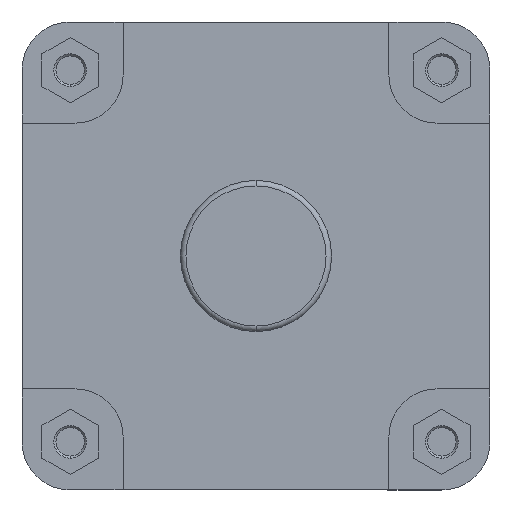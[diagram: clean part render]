
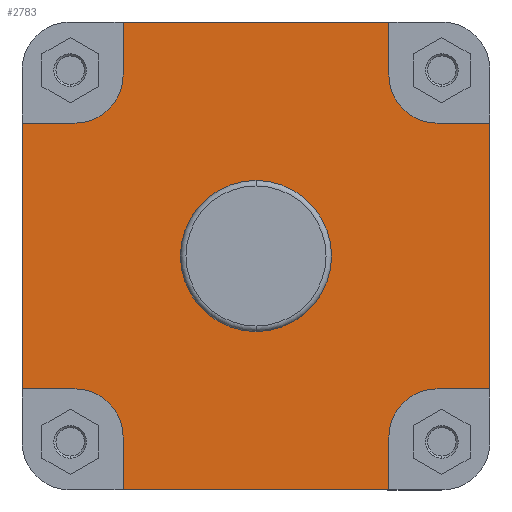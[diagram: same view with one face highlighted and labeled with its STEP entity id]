
A CAD part, left-side view. The second image highlights one B-rep face of the part: STEP entity #2783.
In plain terms, the highlighted planar face has unit normal (-1, 0, 0).
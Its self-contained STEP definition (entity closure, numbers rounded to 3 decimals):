
#28 = EDGE_LOOP ( 'NONE', ( #268, #269 ) ) ;
#74 = EDGE_LOOP ( 'NONE', ( #270, #271, #272, #273, #274, #275, #276, #277, #278, #279, #280, #281, #282, #283, #284, #285 ) ) ;
#268 = ORIENTED_EDGE ( 'NONE', *, *, #6338, .F. ) ;
#269 = ORIENTED_EDGE ( 'NONE', *, *, #1340, .F. ) ;
#270 = ORIENTED_EDGE ( 'NONE', *, *, #1359, .T. ) ;
#271 = ORIENTED_EDGE ( 'NONE', *, *, #1360, .F. ) ;
#272 = ORIENTED_EDGE ( 'NONE', *, *, #1357, .F. ) ;
#273 = ORIENTED_EDGE ( 'NONE', *, *, #1358, .F. ) ;
#274 = ORIENTED_EDGE ( 'NONE', *, *, #1361, .T. ) ;
#275 = ORIENTED_EDGE ( 'NONE', *, *, #1362, .F. ) ;
#276 = ORIENTED_EDGE ( 'NONE', *, *, #1363, .F. ) ;
#277 = ORIENTED_EDGE ( 'NONE', *, *, #1364, .F. ) ;
#278 = ORIENTED_EDGE ( 'NONE', *, *, #1365, .F. ) ;
#279 = ORIENTED_EDGE ( 'NONE', *, *, #1366, .F. ) ;
#280 = ORIENTED_EDGE ( 'NONE', *, *, #1368, .F. ) ;
#281 = ORIENTED_EDGE ( 'NONE', *, *, #1369, .F. ) ;
#282 = ORIENTED_EDGE ( 'NONE', *, *, #1370, .F. ) ;
#283 = ORIENTED_EDGE ( 'NONE', *, *, #1371, .F. ) ;
#284 = ORIENTED_EDGE ( 'NONE', *, *, #1373, .F. ) ;
#285 = ORIENTED_EDGE ( 'NONE', *, *, #1374, .F. ) ;
#659 = CIRCLE ( 'NONE', #1511, 54.9 ) ;
#670 = LINE ( 'NONE', #5124, #684 ) ;
#677 = LINE ( 'NONE', #5204, #683 ) ;
#678 = VECTOR ( 'NONE', #5142, 1000. ) ;
#679 = LINE ( 'NONE', #5123, #685 ) ;
#681 = LINE ( 'NONE', #5555, #678 ) ;
#682 = CIRCLE ( 'NONE', #1524, 35. ) ;
#683 = VECTOR ( 'NONE', #5128, 1000. ) ;
#684 = VECTOR ( 'NONE', #5086, 1000. ) ;
#685 = VECTOR ( 'NONE', #5129, 1000. ) ;
#686 = VECTOR ( 'NONE', #5130, 1000. ) ;
#687 = LINE ( 'NONE', #5118, #688 ) ;
#688 = VECTOR ( 'NONE', #5110, 1000. ) ;
#689 = LINE ( 'NONE', #5134, #692 ) ;
#690 = LINE ( 'NONE', #5119, #686 ) ;
#691 = CIRCLE ( 'NONE', #1528, 35. ) ;
#692 = VECTOR ( 'NONE', #5087, 1000. ) ;
#693 = LINE ( 'NONE', #5052, #694 ) ;
#694 = VECTOR ( 'NONE', #5053, 1000. ) ;
#695 = LINE ( 'NONE', #5056, #699 ) ;
#696 = VECTOR ( 'NONE', #5055, 1000. ) ;
#697 = LINE ( 'NONE', #5131, #696 ) ;
#698 = CIRCLE ( 'NONE', #1533, 35. ) ;
#699 = VECTOR ( 'NONE', #2263, 1000. ) ;
#701 = LINE ( 'NONE', #2268, #702 ) ;
#702 = VECTOR ( 'NONE', #2267, 1000. ) ;
#704 = VECTOR ( 'NONE', #6155, 1000. ) ;
#705 = LINE ( 'NONE', #2264, #704 ) ;
#706 = CIRCLE ( 'NONE', #1534, 35. ) ;
#1340 = EDGE_CURVE ( 'NONE', #5314, #5313, #659, .T. ) ;
#1357 = EDGE_CURVE ( 'NONE', #5476, #5406, #682, .T. ) ;
#1358 = EDGE_CURVE ( 'NONE', #5470, #5476, #681, .T. ) ;
#1359 = EDGE_CURVE ( 'NONE', #5468, #5405, #677, .T. ) ;
#1360 = EDGE_CURVE ( 'NONE', #5406, #5405, #670, .T. ) ;
#1361 = EDGE_CURVE ( 'NONE', #5470, #5382, #679, .T. ) ;
#1362 = EDGE_CURVE ( 'NONE', #5383, #5382, #687, .T. ) ;
#1363 = EDGE_CURVE ( 'NONE', #5471, #5383, #691, .T. ) ;
#1364 = EDGE_CURVE ( 'NONE', #5384, #5471, #690, .T. ) ;
#1365 = EDGE_CURVE ( 'NONE', #5385, #5384, #689, .T. ) ;
#1366 = EDGE_CURVE ( 'NONE', #5472, #5385, #693, .T. ) ;
#1368 = EDGE_CURVE ( 'NONE', #5386, #5472, #698, .T. ) ;
#1369 = EDGE_CURVE ( 'NONE', #5387, #5386, #697, .T. ) ;
#1370 = EDGE_CURVE ( 'NONE', #5473, #5387, #695, .T. ) ;
#1371 = EDGE_CURVE ( 'NONE', #5388, #5473, #701, .T. ) ;
#1373 = EDGE_CURVE ( 'NONE', #5389, #5388, #706, .T. ) ;
#1374 = EDGE_CURVE ( 'NONE', #5468, #5389, #705, .T. ) ;
#1511 = AXIS2_PLACEMENT_3D ( 'NONE', #5176, #5164, #5199 ) ;
#1524 = AXIS2_PLACEMENT_3D ( 'NONE', #5551, #5218, #5256 ) ;
#1528 = AXIS2_PLACEMENT_3D ( 'NONE', #5112, #5133, #5135 ) ;
#1533 = AXIS2_PLACEMENT_3D ( 'NONE', #5102, #5608, #5609 ) ;
#1534 = AXIS2_PLACEMENT_3D ( 'NONE', #2266, #2265, #2262 ) ;
#1892 = AXIS2_PLACEMENT_3D ( 'NONE', #3916, #3928, #3929 ) ;
#2068 = AXIS2_PLACEMENT_3D ( 'NONE', #7246, #7257, #7258 ) ;
#2262 = DIRECTION ( 'NONE',  ( 0., 0., -1. ) ) ;
#2263 = DIRECTION ( 'NONE',  ( 0., 0., 1. ) ) ;
#2264 = CARTESIAN_POINT ( 'NONE',  ( 82., 96.5, -170. ) ) ;
#2265 = DIRECTION ( 'NONE',  ( -1., 0., 0. ) ) ;
#2266 = CARTESIAN_POINT ( 'NONE',  ( 82., 131.5, -131.5 ) ) ;
#2267 = DIRECTION ( 'NONE',  ( 0., 1., 0. ) ) ;
#2268 = CARTESIAN_POINT ( 'NONE',  ( 82., 131.5, -96.5 ) ) ;
#2783 = ADVANCED_FACE ( 'NONE', ( #4556, #4549 ), #3927, .F. ) ;
#3916 = CARTESIAN_POINT ( 'NONE',  ( 82., 54.9, 0. ) ) ;
#3927 = PLANE ( 'NONE',  #1892 ) ;
#3928 = DIRECTION ( 'NONE',  ( 1., 0., 0. ) ) ;
#3929 = DIRECTION ( 'NONE',  ( 0., 0., -1. ) ) ;
#4549 = FACE_OUTER_BOUND ( 'NONE', #74, .T. ) ;
#4556 = FACE_BOUND ( 'NONE', #28, .T. ) ;
#4981 = CIRCLE ( 'NONE', #2068, 54.9 ) ;
#5052 = CARTESIAN_POINT ( 'NONE',  ( 82., 96.5, 131.5 ) ) ;
#5053 = DIRECTION ( 'NONE',  ( 0., 0., 1. ) ) ;
#5055 = DIRECTION ( 'NONE',  ( 0., -1., 0. ) ) ;
#5056 = CARTESIAN_POINT ( 'NONE',  ( 82., 170., 0. ) ) ;
#5086 = DIRECTION ( 'NONE',  ( 0., 0., -1. ) ) ;
#5087 = DIRECTION ( 'NONE',  ( 0., -1., 0. ) ) ;
#5102 = CARTESIAN_POINT ( 'NONE',  ( 82., 131.5, 131.5 ) ) ;
#5110 = DIRECTION ( 'NONE',  ( 0., -1., 0. ) ) ;
#5112 = CARTESIAN_POINT ( 'NONE',  ( 82., -131.5, 131.5 ) ) ;
#5118 = CARTESIAN_POINT ( 'NONE',  ( 82., -131.5, 96.5 ) ) ;
#5119 = CARTESIAN_POINT ( 'NONE',  ( 82., -96.5, 170. ) ) ;
#5123 = CARTESIAN_POINT ( 'NONE',  ( 82., -170., 0. ) ) ;
#5124 = CARTESIAN_POINT ( 'NONE',  ( 82., -96.5, -131.5 ) ) ;
#5128 = DIRECTION ( 'NONE',  ( 0., -1., 0. ) ) ;
#5129 = DIRECTION ( 'NONE',  ( 0., 0., 1. ) ) ;
#5130 = DIRECTION ( 'NONE',  ( 0., 0., -1. ) ) ;
#5131 = CARTESIAN_POINT ( 'NONE',  ( 82., 170., 96.5 ) ) ;
#5133 = DIRECTION ( 'NONE',  ( -1., 0., 0. ) ) ;
#5134 = CARTESIAN_POINT ( 'NONE',  ( 82., -374.141, 170. ) ) ;
#5135 = DIRECTION ( 'NONE',  ( 0., 0., -1. ) ) ;
#5142 = DIRECTION ( 'NONE',  ( 0., 1., 0. ) ) ;
#5164 = DIRECTION ( 'NONE',  ( -1., 0., 0. ) ) ;
#5176 = CARTESIAN_POINT ( 'NONE',  ( 82., 0., 0. ) ) ;
#5199 = DIRECTION ( 'NONE',  ( 0., 0., 1. ) ) ;
#5204 = CARTESIAN_POINT ( 'NONE',  ( 82., -374.141, -170. ) ) ;
#5218 = DIRECTION ( 'NONE',  ( -1., 0., 0. ) ) ;
#5256 = DIRECTION ( 'NONE',  ( 0., 0., -1. ) ) ;
#5313 = VERTEX_POINT ( 'NONE', #7001 ) ;
#5314 = VERTEX_POINT ( 'NONE', #7002 ) ;
#5382 = VERTEX_POINT ( 'NONE', #7065 ) ;
#5383 = VERTEX_POINT ( 'NONE', #7066 ) ;
#5384 = VERTEX_POINT ( 'NONE', #7067 ) ;
#5385 = VERTEX_POINT ( 'NONE', #7068 ) ;
#5386 = VERTEX_POINT ( 'NONE', #7069 ) ;
#5387 = VERTEX_POINT ( 'NONE', #7070 ) ;
#5388 = VERTEX_POINT ( 'NONE', #7071 ) ;
#5389 = VERTEX_POINT ( 'NONE', #7072 ) ;
#5405 = VERTEX_POINT ( 'NONE', #7088 ) ;
#5406 = VERTEX_POINT ( 'NONE', #7089 ) ;
#5468 = VERTEX_POINT ( 'NONE', #7148 ) ;
#5470 = VERTEX_POINT ( 'NONE', #7150 ) ;
#5471 = VERTEX_POINT ( 'NONE', #7151 ) ;
#5472 = VERTEX_POINT ( 'NONE', #7152 ) ;
#5473 = VERTEX_POINT ( 'NONE', #7153 ) ;
#5476 = VERTEX_POINT ( 'NONE', #7156 ) ;
#5551 = CARTESIAN_POINT ( 'NONE',  ( 82., -131.5, -131.5 ) ) ;
#5555 = CARTESIAN_POINT ( 'NONE',  ( 82., -170., -96.5 ) ) ;
#5608 = DIRECTION ( 'NONE',  ( -1., 0., 0. ) ) ;
#5609 = DIRECTION ( 'NONE',  ( 0., 0., -1. ) ) ;
#6155 = DIRECTION ( 'NONE',  ( 0., 0., 1. ) ) ;
#6338 = EDGE_CURVE ( 'NONE', #5313, #5314, #4981, .T. ) ;
#7001 = CARTESIAN_POINT ( 'NONE',  ( 82., 0., 54.9 ) ) ;
#7002 = CARTESIAN_POINT ( 'NONE',  ( 82., 0., -54.9 ) ) ;
#7065 = CARTESIAN_POINT ( 'NONE',  ( 82., -170., 96.5 ) ) ;
#7066 = CARTESIAN_POINT ( 'NONE',  ( 82., -131.5, 96.5 ) ) ;
#7067 = CARTESIAN_POINT ( 'NONE',  ( 82., -96.5, 170. ) ) ;
#7068 = CARTESIAN_POINT ( 'NONE',  ( 82., 96.5, 170. ) ) ;
#7069 = CARTESIAN_POINT ( 'NONE',  ( 82., 131.5, 96.5 ) ) ;
#7070 = CARTESIAN_POINT ( 'NONE',  ( 82., 170., 96.5 ) ) ;
#7071 = CARTESIAN_POINT ( 'NONE',  ( 82., 131.5, -96.5 ) ) ;
#7072 = CARTESIAN_POINT ( 'NONE',  ( 82., 96.5, -131.5 ) ) ;
#7088 = CARTESIAN_POINT ( 'NONE',  ( 82., -96.5, -170. ) ) ;
#7089 = CARTESIAN_POINT ( 'NONE',  ( 82., -96.5, -131.5 ) ) ;
#7148 = CARTESIAN_POINT ( 'NONE',  ( 82., 96.5, -170. ) ) ;
#7150 = CARTESIAN_POINT ( 'NONE',  ( 82., -170., -96.5 ) ) ;
#7151 = CARTESIAN_POINT ( 'NONE',  ( 82., -96.5, 131.5 ) ) ;
#7152 = CARTESIAN_POINT ( 'NONE',  ( 82., 96.5, 131.5 ) ) ;
#7153 = CARTESIAN_POINT ( 'NONE',  ( 82., 170., -96.5 ) ) ;
#7156 = CARTESIAN_POINT ( 'NONE',  ( 82., -131.5, -96.5 ) ) ;
#7246 = CARTESIAN_POINT ( 'NONE',  ( 82., 0., 0. ) ) ;
#7257 = DIRECTION ( 'NONE',  ( -1., 0., 0. ) ) ;
#7258 = DIRECTION ( 'NONE',  ( 0., 0., 1. ) ) ;
